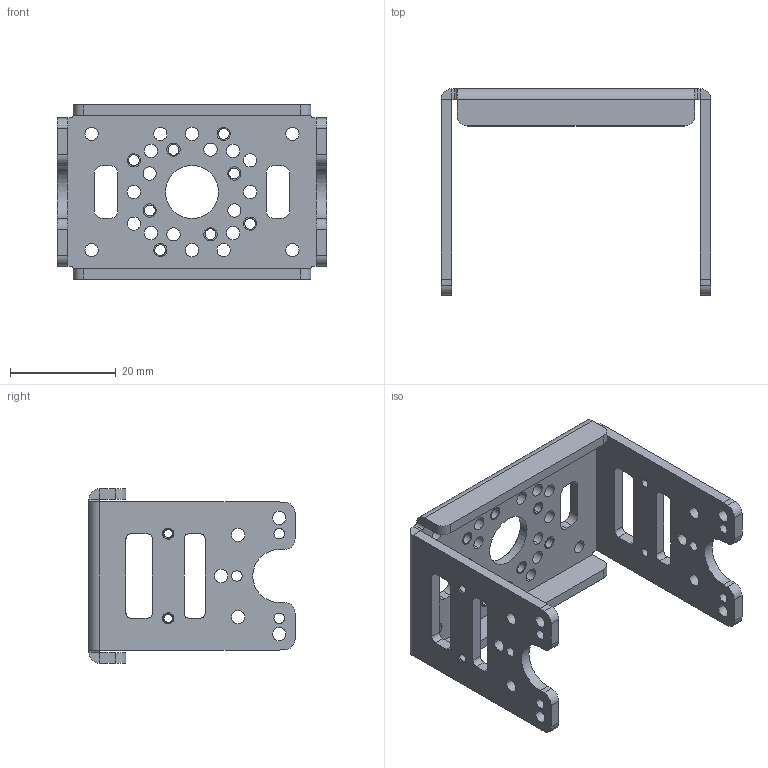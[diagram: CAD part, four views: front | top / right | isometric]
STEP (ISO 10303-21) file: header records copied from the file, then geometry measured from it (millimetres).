
FILE_DESCRIPTION((''),'2;1');
FILE_NAME('FR05_H_01','2010-02-02T',('JANG WOOK'),(''),'PRO/ENGINEER BY PARAMETRIC TECHNOLOGY CORPORATION, 2009060','PRO/ENGINEER BY PARAMETRIC TECHNOLOGY CORPORATION, 2009060','');
FILE_SCHEMA(('CONFIG_CONTROL_DESIGN'));
Length unit declared in the file: millimetre
Products named in the file (1): FR05_H_01
Bounding box: 51 x 39 x 33 mm (x, y, z)
Volume: 6622.7 mm3; surface area: 8642.5 mm2
Topology: 1 solids, 13 shells, 262 faces, 722 edges, 462 vertices
Faces by surface type: cylinder 172, plane 64, cone 26
Entity records: 8683 total; most frequent: DIRECTION 1618, CARTESIAN_POINT 1447, ORIENTED_EDGE 1396, EDGE_CURVE 722, AXIS2_PLACEMENT_3D 633, VERTEX_POINT 462, EDGE_LOOP 372, CIRCLE 370
